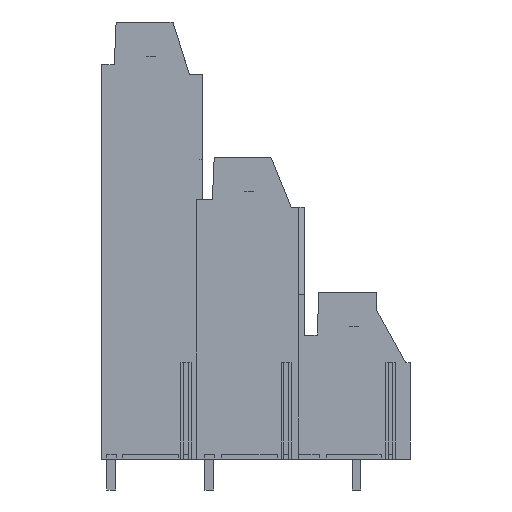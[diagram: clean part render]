
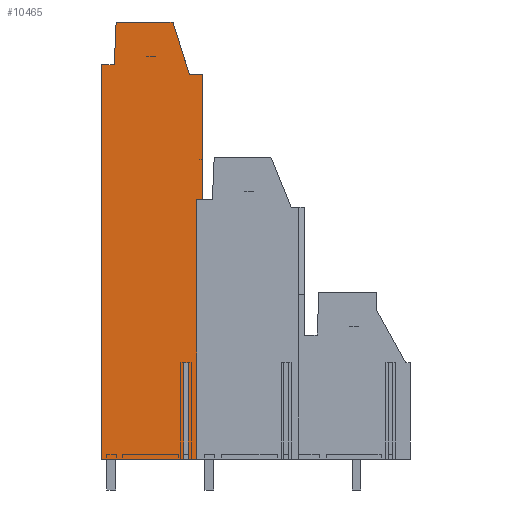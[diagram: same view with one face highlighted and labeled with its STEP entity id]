
A CAD part, left-side view. The second image highlights one B-rep face of the part: STEP entity #10465.
In plain terms, the highlighted planar face has unit normal (-1, 0, 0).
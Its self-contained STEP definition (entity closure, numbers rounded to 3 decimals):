
#10436=AXIS2_PLACEMENT_3D('Plane Axis2P3D',#10433,#10434,#10435) ;
#8288=CARTESIAN_POINT('Vertex',(2.5,23.025,13.2)) ;
#8295=CARTESIAN_POINT('Vertex',(2.5,23.025,3.2)) ;
#8298=CARTESIAN_POINT('Line Origine',(2.5,23.025,8.2)) ;
#8310=CARTESIAN_POINT('Line Origine',(2.5,23.25,13.2)) ;
#8314=CARTESIAN_POINT('Vertex',(2.5,23.475,13.2)) ;
#8338=CARTESIAN_POINT('Line Origine',(2.5,23.475,8.2)) ;
#8342=CARTESIAN_POINT('Vertex',(2.5,23.475,3.2)) ;
#8366=CARTESIAN_POINT('Vertex',(2.5,22.131,3.2)) ;
#8369=CARTESIAN_POINT('Line Origine',(2.5,22.578,3.2)) ;
#8374=CARTESIAN_POINT('Line Origine',(2.5,27.738,3.2)) ;
#8378=CARTESIAN_POINT('Vertex',(2.5,32.,3.2)) ;
#8899=CARTESIAN_POINT('Vertex',(2.5,21.49,30.05)) ;
#8902=CARTESIAN_POINT('Line Origine',(2.5,21.811,30.05)) ;
#8906=CARTESIAN_POINT('Vertex',(2.5,22.131,30.05)) ;
#8933=CARTESIAN_POINT('Line Origine',(2.5,22.131,16.625)) ;
#9113=CARTESIAN_POINT('Vertex',(2.5,21.49,43.)) ;
#9120=CARTESIAN_POINT('Vertex',(2.5,22.898,43.)) ;
#9123=CARTESIAN_POINT('Line Origine',(2.5,22.194,43.)) ;
#9146=CARTESIAN_POINT('Vertex',(2.5,30.681,44.05)) ;
#9160=CARTESIAN_POINT('Vertex',(2.5,32.,44.05)) ;
#9163=CARTESIAN_POINT('Line Origine',(2.5,31.34,44.05)) ;
#10002=CARTESIAN_POINT('Line Origine',(2.5,21.49,36.525)) ;
#10384=CARTESIAN_POINT('Line Origine',(2.5,32.,23.625)) ;
#10407=CARTESIAN_POINT('Line Origine',(2.5,30.584,46.26)) ;
#10411=CARTESIAN_POINT('Vertex',(2.5,30.488,48.47)) ;
#10433=CARTESIAN_POINT('Axis2P3D Location',(2.5,21.84,31.2)) ;
#10439=CARTESIAN_POINT('Control Point',(2.5,24.592,48.47)) ;
#10440=CARTESIAN_POINT('Control Point',(2.5,22.898,43.)) ;
#10441=CARTESIAN_POINT('Vertex',(2.5,24.592,48.47)) ;
#10444=CARTESIAN_POINT('Line Origine',(2.5,26.745,48.47)) ;
#8299=DIRECTION('Vector Direction',(0.,0.,1.)) ;
#8311=DIRECTION('Vector Direction',(0.,-1.,0.)) ;
#8339=DIRECTION('Vector Direction',(0.,0.,1.)) ;
#8370=DIRECTION('Vector Direction',(0.,1.,0.)) ;
#8375=DIRECTION('Vector Direction',(0.,1.,0.)) ;
#8903=DIRECTION('Vector Direction',(0.,-1.,0.)) ;
#8934=DIRECTION('Vector Direction',(0.,0.,1.)) ;
#9124=DIRECTION('Vector Direction',(0.,1.,0.)) ;
#9164=DIRECTION('Vector Direction',(0.,1.,0.)) ;
#10003=DIRECTION('Vector Direction',(0.,0.,-1.)) ;
#10385=DIRECTION('Vector Direction',(0.,0.,1.)) ;
#10408=DIRECTION('Vector Direction',(0.,0.044,-0.999)) ;
#10434=DIRECTION('Axis2P3D Direction',(1.,0.,0.)) ;
#10435=DIRECTION('Axis2P3D XDirection',(0.,1.,0.)) ;
#10445=DIRECTION('Vector Direction',(0.,1.,0.)) ;
#8300=VECTOR('Line Direction',#8299,1.) ;
#8312=VECTOR('Line Direction',#8311,1.) ;
#8340=VECTOR('Line Direction',#8339,1.) ;
#8371=VECTOR('Line Direction',#8370,1.) ;
#8376=VECTOR('Line Direction',#8375,1.) ;
#8904=VECTOR('Line Direction',#8903,1.) ;
#8935=VECTOR('Line Direction',#8934,1.) ;
#9125=VECTOR('Line Direction',#9124,1.) ;
#9165=VECTOR('Line Direction',#9164,1.) ;
#10004=VECTOR('Line Direction',#10003,1.) ;
#10386=VECTOR('Line Direction',#10385,1.) ;
#10409=VECTOR('Line Direction',#10408,1.) ;
#10446=VECTOR('Line Direction',#10445,1.) ;
#10450=ORIENTED_EDGE('',*,*,#8373,.F.) ;
#10451=ORIENTED_EDGE('',*,*,#8937,.T.) ;
#10452=ORIENTED_EDGE('',*,*,#8908,.T.) ;
#10453=ORIENTED_EDGE('',*,*,#10006,.F.) ;
#10454=ORIENTED_EDGE('',*,*,#9127,.T.) ;
#10455=ORIENTED_EDGE('',*,*,#10443,.F.) ;
#10456=ORIENTED_EDGE('',*,*,#10448,.T.) ;
#10457=ORIENTED_EDGE('',*,*,#10413,.T.) ;
#10458=ORIENTED_EDGE('',*,*,#9167,.T.) ;
#10459=ORIENTED_EDGE('',*,*,#10388,.F.) ;
#10460=ORIENTED_EDGE('',*,*,#8380,.F.) ;
#10461=ORIENTED_EDGE('',*,*,#8344,.T.) ;
#10462=ORIENTED_EDGE('',*,*,#8316,.T.) ;
#10463=ORIENTED_EDGE('',*,*,#8302,.F.) ;
#10465=ADVANCED_FACE('housing',(#10464),#10437,.F.) ;
#10438=B_SPLINE_CURVE_WITH_KNOTS('',1,(#10439,#10440),.UNSPECIFIED.,.F.,.U.,(2,2),(-2.863,2.863),.UNSPECIFIED.) ;
#8302=EDGE_CURVE('',#8296,#8289,#8301,.T.) ;
#8316=EDGE_CURVE('',#8315,#8289,#8313,.T.) ;
#8344=EDGE_CURVE('',#8343,#8315,#8341,.T.) ;
#8373=EDGE_CURVE('',#8367,#8296,#8372,.T.) ;
#8380=EDGE_CURVE('',#8343,#8379,#8377,.T.) ;
#8908=EDGE_CURVE('',#8907,#8900,#8905,.T.) ;
#8937=EDGE_CURVE('',#8367,#8907,#8936,.T.) ;
#9127=EDGE_CURVE('',#9114,#9121,#9126,.T.) ;
#9167=EDGE_CURVE('',#9147,#9161,#9166,.T.) ;
#10006=EDGE_CURVE('',#9114,#8900,#10005,.T.) ;
#10388=EDGE_CURVE('',#8379,#9161,#10387,.T.) ;
#10413=EDGE_CURVE('',#10412,#9147,#10410,.T.) ;
#10443=EDGE_CURVE('',#10442,#9121,#10438,.T.) ;
#10448=EDGE_CURVE('',#10442,#10412,#10447,.T.) ;
#10449=EDGE_LOOP('',(#10450,#10451,#10452,#10453,#10454,#10455,#10456,#10457,#10458,#10459,#10460,#10461,#10462,#10463)) ;
#10464=FACE_OUTER_BOUND('',#10449,.T.) ;
#8301=LINE('Line',#8298,#8300) ;
#8313=LINE('Line',#8310,#8312) ;
#8341=LINE('Line',#8338,#8340) ;
#8372=LINE('Line',#8369,#8371) ;
#8377=LINE('Line',#8374,#8376) ;
#8905=LINE('Line',#8902,#8904) ;
#8936=LINE('Line',#8933,#8935) ;
#9126=LINE('Line',#9123,#9125) ;
#9166=LINE('Line',#9163,#9165) ;
#10005=LINE('Line',#10002,#10004) ;
#10387=LINE('Line',#10384,#10386) ;
#10410=LINE('Line',#10407,#10409) ;
#10447=LINE('Line',#10444,#10446) ;
#10437=PLANE('',#10436) ;
#8289=VERTEX_POINT('',#8288) ;
#8296=VERTEX_POINT('',#8295) ;
#8315=VERTEX_POINT('',#8314) ;
#8343=VERTEX_POINT('',#8342) ;
#8367=VERTEX_POINT('',#8366) ;
#8379=VERTEX_POINT('',#8378) ;
#8900=VERTEX_POINT('',#8899) ;
#8907=VERTEX_POINT('',#8906) ;
#9114=VERTEX_POINT('',#9113) ;
#9121=VERTEX_POINT('',#9120) ;
#9147=VERTEX_POINT('',#9146) ;
#9161=VERTEX_POINT('',#9160) ;
#10412=VERTEX_POINT('',#10411) ;
#10442=VERTEX_POINT('',#10441) ;
